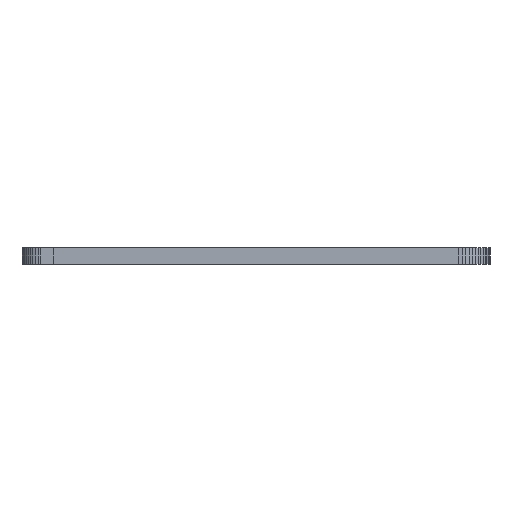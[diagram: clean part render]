
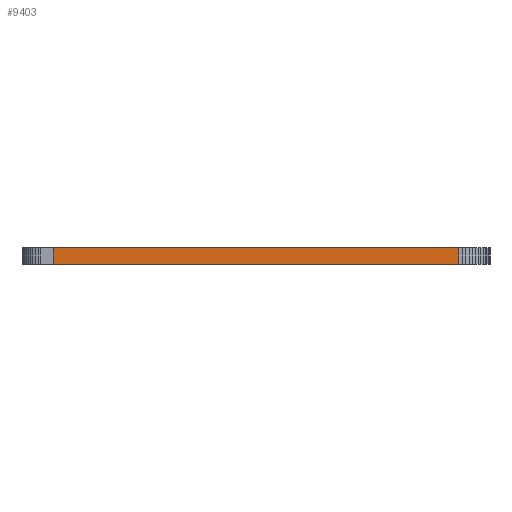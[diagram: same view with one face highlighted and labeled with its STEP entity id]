
A CAD part, left-side view. The second image highlights one B-rep face of the part: STEP entity #9403.
In plain terms, the highlighted planar face has unit normal (-1, 0, 0).
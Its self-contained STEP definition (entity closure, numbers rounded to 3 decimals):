
#90 = PLANE('',#91);
#91 = AXIS2_PLACEMENT_3D('',#92,#93,#94);
#92 = CARTESIAN_POINT('',(-117.92,53.142,1.58));
#93 = DIRECTION('',(-0.,-0.,-1.));
#94 = DIRECTION('',(-1.,0.,0.));
#144 = PLANE('',#145);
#145 = AXIS2_PLACEMENT_3D('',#146,#147,#148);
#146 = CARTESIAN_POINT('',(-117.92,53.142,0.));
#147 = DIRECTION('',(-0.,-0.,-1.));
#148 = DIRECTION('',(-1.,0.,0.));
#1429 = VERTEX_POINT('',#1430);
#1430 = CARTESIAN_POINT('',(-141.35,33.575,0.));
#1444 = PLANE('',#1445);
#1445 = AXIS2_PLACEMENT_3D('',#1446,#1447,#1448);
#1446 = CARTESIAN_POINT('',(-141.331,33.239,0.));
#1447 = DIRECTION('',(-0.998,-0.056,0.));
#1448 = DIRECTION('',(-0.056,0.998,0.));
#1456 = EDGE_CURVE('',#1429,#1457,#1459,.T.);
#1457 = VERTEX_POINT('',#1458);
#1458 = CARTESIAN_POINT('',(-141.35,72.575,0.));
#1459 = SURFACE_CURVE('',#1460,(#1464,#1471),.PCURVE_S1.);
#1460 = LINE('',#1461,#1462);
#1461 = CARTESIAN_POINT('',(-141.35,33.575,0.));
#1462 = VECTOR('',#1463,1.);
#1463 = DIRECTION('',(0.,1.,0.));
#1464 = PCURVE('',#144,#1465);
#1465 = DEFINITIONAL_REPRESENTATION('',(#1466),#1470);
#1466 = LINE('',#1467,#1468);
#1467 = CARTESIAN_POINT('',(23.43,-19.567));
#1468 = VECTOR('',#1469,1.);
#1469 = DIRECTION('',(0.,1.));
#1470 = ( GEOMETRIC_REPRESENTATION_CONTEXT(2) 
PARAMETRIC_REPRESENTATION_CONTEXT() REPRESENTATION_CONTEXT('2D SPACE',''
  ) );
#1471 = PCURVE('',#1472,#1477);
#1472 = PLANE('',#1473);
#1473 = AXIS2_PLACEMENT_3D('',#1474,#1475,#1476);
#1474 = CARTESIAN_POINT('',(-141.35,33.575,0.));
#1475 = DIRECTION('',(-1.,0.,0.));
#1476 = DIRECTION('',(0.,1.,0.));
#1477 = DEFINITIONAL_REPRESENTATION('',(#1478),#1482);
#1478 = LINE('',#1479,#1480);
#1479 = CARTESIAN_POINT('',(0.,0.));
#1480 = VECTOR('',#1481,1.);
#1481 = DIRECTION('',(1.,0.));
#1482 = ( GEOMETRIC_REPRESENTATION_CONTEXT(2) 
PARAMETRIC_REPRESENTATION_CONTEXT() REPRESENTATION_CONTEXT('2D SPACE',''
  ) );
#1500 = PLANE('',#1501);
#1501 = AXIS2_PLACEMENT_3D('',#1502,#1503,#1504);
#1502 = CARTESIAN_POINT('',(-141.35,72.575,0.));
#1503 = DIRECTION('',(-1.,0.,0.));
#1504 = DIRECTION('',(0.,1.,0.));
#5821 = VERTEX_POINT('',#5822);
#5822 = CARTESIAN_POINT('',(-141.35,33.575,1.58));
#5843 = EDGE_CURVE('',#5821,#5844,#5846,.T.);
#5844 = VERTEX_POINT('',#5845);
#5845 = CARTESIAN_POINT('',(-141.35,72.575,1.58));
#5846 = SURFACE_CURVE('',#5847,(#5851,#5858),.PCURVE_S1.);
#5847 = LINE('',#5848,#5849);
#5848 = CARTESIAN_POINT('',(-141.35,33.575,1.58));
#5849 = VECTOR('',#5850,1.);
#5850 = DIRECTION('',(0.,1.,0.));
#5851 = PCURVE('',#90,#5852);
#5852 = DEFINITIONAL_REPRESENTATION('',(#5853),#5857);
#5853 = LINE('',#5854,#5855);
#5854 = CARTESIAN_POINT('',(23.43,-19.567));
#5855 = VECTOR('',#5856,1.);
#5856 = DIRECTION('',(0.,1.));
#5857 = ( GEOMETRIC_REPRESENTATION_CONTEXT(2) 
PARAMETRIC_REPRESENTATION_CONTEXT() REPRESENTATION_CONTEXT('2D SPACE',''
  ) );
#5858 = PCURVE('',#1472,#5859);
#5859 = DEFINITIONAL_REPRESENTATION('',(#5860),#5864);
#5860 = LINE('',#5861,#5862);
#5861 = CARTESIAN_POINT('',(0.,-1.58));
#5862 = VECTOR('',#5863,1.);
#5863 = DIRECTION('',(1.,0.));
#5864 = ( GEOMETRIC_REPRESENTATION_CONTEXT(2) 
PARAMETRIC_REPRESENTATION_CONTEXT() REPRESENTATION_CONTEXT('2D SPACE',''
  ) );
#9353 = EDGE_CURVE('',#1457,#5844,#9354,.T.);
#9354 = SURFACE_CURVE('',#9355,(#9359,#9366),.PCURVE_S1.);
#9355 = LINE('',#9356,#9357);
#9356 = CARTESIAN_POINT('',(-141.35,72.575,0.));
#9357 = VECTOR('',#9358,1.);
#9358 = DIRECTION('',(0.,0.,1.));
#9359 = PCURVE('',#1500,#9360);
#9360 = DEFINITIONAL_REPRESENTATION('',(#9361),#9365);
#9361 = LINE('',#9362,#9363);
#9362 = CARTESIAN_POINT('',(0.,0.));
#9363 = VECTOR('',#9364,1.);
#9364 = DIRECTION('',(0.,-1.));
#9365 = ( GEOMETRIC_REPRESENTATION_CONTEXT(2) 
PARAMETRIC_REPRESENTATION_CONTEXT() REPRESENTATION_CONTEXT('2D SPACE',''
  ) );
#9366 = PCURVE('',#1472,#9367);
#9367 = DEFINITIONAL_REPRESENTATION('',(#9368),#9372);
#9368 = LINE('',#9369,#9370);
#9369 = CARTESIAN_POINT('',(39.,0.));
#9370 = VECTOR('',#9371,1.);
#9371 = DIRECTION('',(0.,-1.));
#9372 = ( GEOMETRIC_REPRESENTATION_CONTEXT(2) 
PARAMETRIC_REPRESENTATION_CONTEXT() REPRESENTATION_CONTEXT('2D SPACE',''
  ) );
#9403 = ADVANCED_FACE('',(#9404),#1472,.T.);
#9404 = FACE_BOUND('',#9405,.T.);
#9405 = EDGE_LOOP('',(#9406,#9427,#9428,#9429));
#9406 = ORIENTED_EDGE('',*,*,#9407,.T.);
#9407 = EDGE_CURVE('',#1429,#5821,#9408,.T.);
#9408 = SURFACE_CURVE('',#9409,(#9413,#9420),.PCURVE_S1.);
#9409 = LINE('',#9410,#9411);
#9410 = CARTESIAN_POINT('',(-141.35,33.575,0.));
#9411 = VECTOR('',#9412,1.);
#9412 = DIRECTION('',(0.,0.,1.));
#9413 = PCURVE('',#1472,#9414);
#9414 = DEFINITIONAL_REPRESENTATION('',(#9415),#9419);
#9415 = LINE('',#9416,#9417);
#9416 = CARTESIAN_POINT('',(0.,0.));
#9417 = VECTOR('',#9418,1.);
#9418 = DIRECTION('',(0.,-1.));
#9419 = ( GEOMETRIC_REPRESENTATION_CONTEXT(2) 
PARAMETRIC_REPRESENTATION_CONTEXT() REPRESENTATION_CONTEXT('2D SPACE',''
  ) );
#9420 = PCURVE('',#1444,#9421);
#9421 = DEFINITIONAL_REPRESENTATION('',(#9422),#9426);
#9422 = LINE('',#9423,#9424);
#9423 = CARTESIAN_POINT('',(0.336,0.));
#9424 = VECTOR('',#9425,1.);
#9425 = DIRECTION('',(0.,-1.));
#9426 = ( GEOMETRIC_REPRESENTATION_CONTEXT(2) 
PARAMETRIC_REPRESENTATION_CONTEXT() REPRESENTATION_CONTEXT('2D SPACE',''
  ) );
#9427 = ORIENTED_EDGE('',*,*,#5843,.T.);
#9428 = ORIENTED_EDGE('',*,*,#9353,.F.);
#9429 = ORIENTED_EDGE('',*,*,#1456,.F.);
